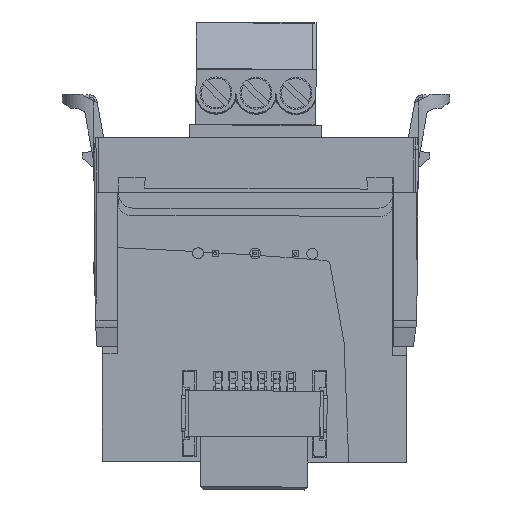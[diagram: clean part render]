
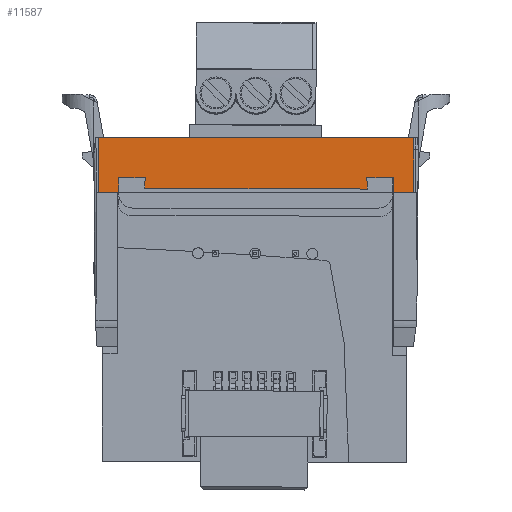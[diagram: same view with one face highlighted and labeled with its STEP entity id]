
A CAD part, left-side view. The second image highlights one B-rep face of the part: STEP entity #11587.
In plain terms, the highlighted planar face has unit normal (-1, 0, 0).
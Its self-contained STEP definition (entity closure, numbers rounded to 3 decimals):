
#160 = EDGE_CURVE ( 'NONE', #53526, #100569, #65268, .T. ) ;
#2643 = ORIENTED_EDGE ( 'NONE', *, *, #64190, .F. ) ;
#2680 = VECTOR ( 'NONE', #7563, 1000. ) ;
#3454 = VECTOR ( 'NONE', #16109, 1000. ) ;
#4109 = CARTESIAN_POINT ( 'NONE',  ( 89.683, 31.652, 78.015 ) ) ;
#4248 = LINE ( 'NONE', #96407, #42586 ) ;
#4423 = VECTOR ( 'NONE', #4912, 1000. ) ;
#4912 = DIRECTION ( 'NONE',  ( 0., -1., 0. ) ) ;
#5791 = EDGE_CURVE ( 'NONE', #70166, #55743, #76743, .T. ) ;
#6849 = CARTESIAN_POINT ( 'NONE',  ( 89.683, 31.652, 79.311 ) ) ;
#7024 = CARTESIAN_POINT ( 'NONE',  ( 89.683, 28.93, 84.823 ) ) ;
#7059 = LINE ( 'NONE', #81562, #4423 ) ;
#7563 = DIRECTION ( 'NONE',  ( 0., 0., 1. ) ) ;
#7677 = CARTESIAN_POINT ( 'NONE',  ( 89.683, 33.386, 64.495 ) ) ;
#7919 = ORIENTED_EDGE ( 'NONE', *, *, #160, .F. ) ;
#7984 = EDGE_CURVE ( 'NONE', #77797, #97072, #7059, .T. ) ;
#9098 = CARTESIAN_POINT ( 'NONE',  ( 89.683, 33.386, 78.015 ) ) ;
#11153 = LINE ( 'NONE', #70883, #95307 ) ;
#11587 = ADVANCED_FACE ( 'NONE', ( #46043 ), #33837, .F. ) ;
#12637 = AXIS2_PLACEMENT_3D ( 'NONE', #26016, #82988, #34174 ) ;
#14342 = EDGE_CURVE ( 'NONE', #63788, #19175, #90287, .T. ) ;
#16109 = DIRECTION ( 'NONE',  ( 0., 0., 1. ) ) ;
#16853 = VECTOR ( 'NONE', #29584, 1000. ) ;
#17967 = VERTEX_POINT ( 'NONE', #69139 ) ;
#19175 = VERTEX_POINT ( 'NONE', #6849 ) ;
#21632 = VERTEX_POINT ( 'NONE', #41236 ) ;
#23061 = CARTESIAN_POINT ( 'NONE',  ( 89.683, 5.843, 78.015 ) ) ;
#25512 = CARTESIAN_POINT ( 'NONE',  ( 89.683, 0.019, 78.267 ) ) ;
#25593 = VECTOR ( 'NONE', #58973, 1000. ) ;
#25707 = VECTOR ( 'NONE', #39459, 1000. ) ;
#26016 = CARTESIAN_POINT ( 'NONE',  ( 89.683, -0.001, 82.8 ) ) ;
#26680 = VERTEX_POINT ( 'NONE', #38326 ) ;
#29584 = DIRECTION ( 'NONE',  ( 0., -0.07, -0.998 ) ) ;
#29597 = ORIENTED_EDGE ( 'NONE', *, *, #63998, .F. ) ;
#29681 = CARTESIAN_POINT ( 'NONE',  ( 89.683, 10.133, 82.091 ) ) ;
#30769 = VECTOR ( 'NONE', #104913, 1000. ) ;
#31301 = DIRECTION ( 'NONE',  ( 0., -1., 0. ) ) ;
#33837 = PLANE ( 'NONE',  #12637 ) ;
#34174 = DIRECTION ( 'NONE',  ( 0., 0., -1. ) ) ;
#34182 = VECTOR ( 'NONE', #71942, 1000. ) ;
#34517 = EDGE_CURVE ( 'NONE', #17967, #88145, #101629, .T. ) ;
#36235 = ORIENTED_EDGE ( 'NONE', *, *, #5791, .F. ) ;
#38031 = VECTOR ( 'NONE', #95673, 1000. ) ;
#38326 = CARTESIAN_POINT ( 'NONE',  ( 89.683, 7.593, 79.3 ) ) ;
#38766 = CARTESIAN_POINT ( 'NONE',  ( 89.683, 5.843, 64.495 ) ) ;
#39459 = DIRECTION ( 'NONE',  ( 0., 0., 1. ) ) ;
#40791 = EDGE_LOOP ( 'NONE', ( #7919, #58836, #63650, #76306, #45796, #2643, #36235, #53076, #29597, #47451, #80614, #104911 ) ) ;
#40955 = CARTESIAN_POINT ( 'NONE',  ( 89.683, 29.379, 78.396 ) ) ;
#41236 = CARTESIAN_POINT ( 'NONE',  ( 89.683, 5.843, 82.8 ) ) ;
#42586 = VECTOR ( 'NONE', #31301, 1000. ) ;
#45015 = EDGE_CURVE ( 'NONE', #19175, #17967, #4248, .T. ) ;
#45796 = ORIENTED_EDGE ( 'NONE', *, *, #34517, .T. ) ;
#46043 = FACE_OUTER_BOUND ( 'NONE', #40791, .T. ) ;
#46499 = EDGE_CURVE ( 'NONE', #26680, #70166, #11153, .T. ) ;
#46982 = CARTESIAN_POINT ( 'NONE',  ( 89.683, 9.869, 78.31 ) ) ;
#47451 = ORIENTED_EDGE ( 'NONE', *, *, #7984, .T. ) ;
#48542 = LINE ( 'NONE', #63647, #25707 ) ;
#48747 = EDGE_CURVE ( 'NONE', #100569, #21632, #52472, .T. ) ;
#52261 = LINE ( 'NONE', #80293, #63638 ) ;
#52472 = LINE ( 'NONE', #64022, #30769 ) ;
#53076 = ORIENTED_EDGE ( 'NONE', *, *, #46499, .F. ) ;
#53526 = VERTEX_POINT ( 'NONE', #9098 ) ;
#55743 = VERTEX_POINT ( 'NONE', #46982 ) ;
#56682 = CARTESIAN_POINT ( 'NONE',  ( 89.683, 33.386, 82.8 ) ) ;
#58836 = ORIENTED_EDGE ( 'NONE', *, *, #85000, .T. ) ;
#58973 = DIRECTION ( 'NONE',  ( 0., 1., 0.004 ) ) ;
#59440 = EDGE_CURVE ( 'NONE', #97072, #21632, #100373, .T. ) ;
#59508 = CARTESIAN_POINT ( 'NONE',  ( 89.683, 7.593, 78.015 ) ) ;
#63017 = DIRECTION ( 'NONE',  ( 0., 1., 0. ) ) ;
#63638 = VECTOR ( 'NONE', #88513, 1000. ) ;
#63647 = CARTESIAN_POINT ( 'NONE',  ( 89.683, 7.593, 82.8 ) ) ;
#63650 = ORIENTED_EDGE ( 'NONE', *, *, #14342, .T. ) ;
#63788 = VERTEX_POINT ( 'NONE', #4109 ) ;
#63998 = EDGE_CURVE ( 'NONE', #77797, #26680, #48542, .T. ) ;
#64022 = CARTESIAN_POINT ( 'NONE',  ( 89.683, -0.001, 82.8 ) ) ;
#64190 = EDGE_CURVE ( 'NONE', #55743, #88145, #71520, .T. ) ;
#64952 = CARTESIAN_POINT ( 'NONE',  ( 89.683, 31.652, 82.8 ) ) ;
#65268 = LINE ( 'NONE', #7677, #2680 ) ;
#69139 = CARTESIAN_POINT ( 'NONE',  ( 89.683, 29.315, 79.311 ) ) ;
#70166 = VERTEX_POINT ( 'NONE', #102074 ) ;
#70883 = CARTESIAN_POINT ( 'NONE',  ( 89.683, -0.001, 79.3 ) ) ;
#71520 = LINE ( 'NONE', #25512, #25593 ) ;
#71942 = DIRECTION ( 'NONE',  ( 0., 0.07, -0.998 ) ) ;
#76306 = ORIENTED_EDGE ( 'NONE', *, *, #45015, .T. ) ;
#76743 = LINE ( 'NONE', #29681, #16853 ) ;
#77797 = VERTEX_POINT ( 'NONE', #59508 ) ;
#80293 = CARTESIAN_POINT ( 'NONE',  ( 89.683, -0.001, 78.015 ) ) ;
#80614 = ORIENTED_EDGE ( 'NONE', *, *, #59440, .T. ) ;
#81562 = CARTESIAN_POINT ( 'NONE',  ( 89.683, -0.001, 78.015 ) ) ;
#82988 = DIRECTION ( 'NONE',  ( 1., 0., 0. ) ) ;
#85000 = EDGE_CURVE ( 'NONE', #53526, #63788, #52261, .T. ) ;
#88145 = VERTEX_POINT ( 'NONE', #40955 ) ;
#88513 = DIRECTION ( 'NONE',  ( 0., -1., 0. ) ) ;
#90287 = LINE ( 'NONE', #64952, #3454 ) ;
#95307 = VECTOR ( 'NONE', #63017, 1000. ) ;
#95673 = DIRECTION ( 'NONE',  ( 0., 0., 1. ) ) ;
#96407 = CARTESIAN_POINT ( 'NONE',  ( 89.683, -0.001, 79.311 ) ) ;
#97072 = VERTEX_POINT ( 'NONE', #23061 ) ;
#100373 = LINE ( 'NONE', #38766, #38031 ) ;
#100569 = VERTEX_POINT ( 'NONE', #56682 ) ;
#101629 = LINE ( 'NONE', #7024, #34182 ) ;
#102074 = CARTESIAN_POINT ( 'NONE',  ( 89.683, 9.938, 79.3 ) ) ;
#104911 = ORIENTED_EDGE ( 'NONE', *, *, #48747, .F. ) ;
#104913 = DIRECTION ( 'NONE',  ( 0., -1., 0. ) ) ;
